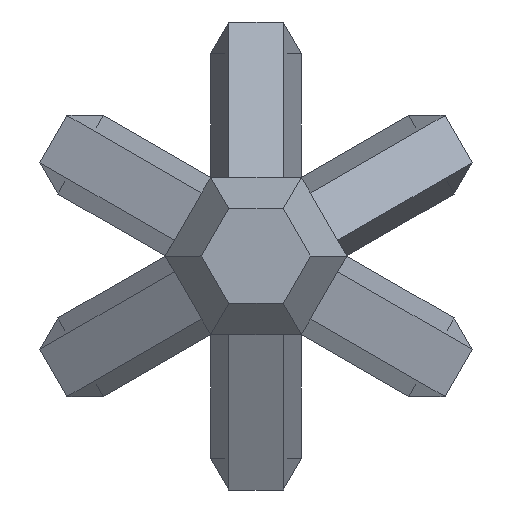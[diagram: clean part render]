
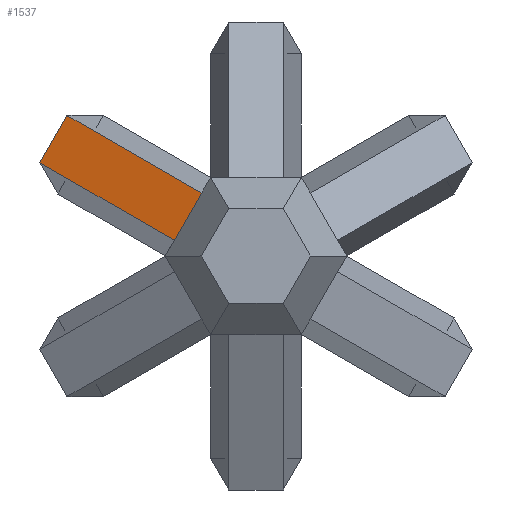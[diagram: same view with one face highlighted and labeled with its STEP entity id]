
A CAD part, front view. The second image highlights one B-rep face of the part: STEP entity #1537.
In plain terms, the highlighted planar face has unit normal (-0.387, -0.894, 0.224).
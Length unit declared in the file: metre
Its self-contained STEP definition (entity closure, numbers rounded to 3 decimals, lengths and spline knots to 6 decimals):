
#234=ORIENTED_EDGE('',*,*,#546,.F.);
#235=ORIENTED_EDGE('',*,*,#547,.F.);
#236=ORIENTED_EDGE('',*,*,#548,.T.);
#237=ORIENTED_EDGE('',*,*,#549,.T.);
#546=EDGE_CURVE('',#702,#703,#864,.T.);
#547=EDGE_CURVE('',#704,#702,#865,.T.);
#548=EDGE_CURVE('',#704,#705,#866,.T.);
#549=EDGE_CURVE('',#705,#703,#867,.T.);
#702=VERTEX_POINT('',#2355);
#703=VERTEX_POINT('',#2356);
#704=VERTEX_POINT('',#2358);
#705=VERTEX_POINT('',#2360);
#864=LINE('',#2354,#1074);
#865=LINE('',#2357,#1075);
#866=LINE('',#2359,#1076);
#867=LINE('',#2361,#1077);
#1074=VECTOR('',#1931,1.);
#1075=VECTOR('',#1932,1.);
#1076=VECTOR('',#1933,1.);
#1077=VECTOR('',#1934,1.);
#1225=EDGE_LOOP('',(#234,#235,#236,#237));
#1329=FACE_BOUND('',#1225,.T.);
#1433=PLANE('',#1654);
#1537=ADVANCED_FACE('',(#1329),#1433,.F.);
#1654=AXIS2_PLACEMENT_3D('',#2353,#1929,#1930);
#1929=DIRECTION('',(0.387,0.894,-0.224));
#1930=DIRECTION('',(-0.918,0.397,0.));
#1931=DIRECTION('',(-0.5,0.,-0.866));
#1932=DIRECTION('',(0.775,-0.447,-0.447));
#1933=DIRECTION('',(-0.5,0.,-0.866));
#1934=DIRECTION('',(0.775,-0.447,-0.447));
#2353=CARTESIAN_POINT('',(-0.001289,-0.049106,0.000744));
#2354=CARTESIAN_POINT('',(-0.000433,-0.0496,0.00025));
#2355=CARTESIAN_POINT('',(-0.000346,-0.0496,0.0004));
#2356=CARTESIAN_POINT('',(-0.00052,-0.0496,0.0001));
#2357=CARTESIAN_POINT('',(-0.001203,-0.049106,0.000894));
#2358=CARTESIAN_POINT('',(-0.001203,-0.049106,0.000894));
#2359=CARTESIAN_POINT('',(-0.001289,-0.049106,0.000744));
#2360=CARTESIAN_POINT('',(-0.001376,-0.049106,0.000594));
#2361=CARTESIAN_POINT('',(-0.001376,-0.049106,0.000594));
